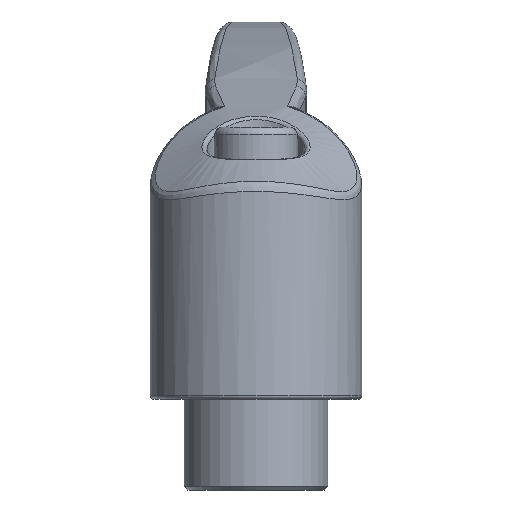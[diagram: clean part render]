
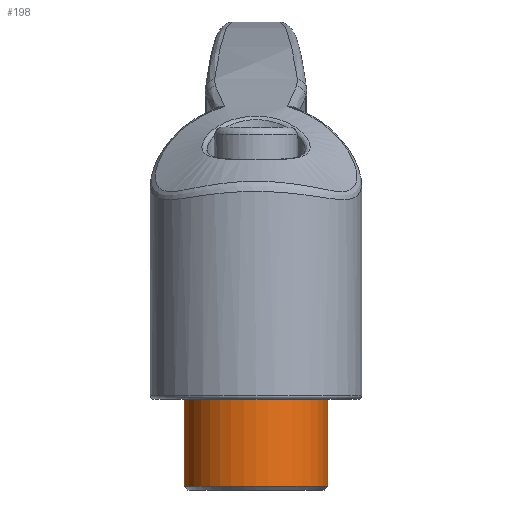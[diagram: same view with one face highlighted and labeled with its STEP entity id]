
A CAD part, front view. The second image highlights one B-rep face of the part: STEP entity #198.
In plain terms, the highlighted cylindrical face has radius 9.5 mm (diameter 19 mm), a full revolution.
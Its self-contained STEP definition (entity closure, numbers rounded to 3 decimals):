
#198 = ADVANCED_FACE( '', ( #417, #418 ), #419, .T. );
#417 = FACE_OUTER_BOUND( '', #4721, .T. );
#418 = FACE_OUTER_BOUND( '', #4722, .T. );
#419 = CYLINDRICAL_SURFACE( '', #4723, 9.5 );
#4721 = EDGE_LOOP( '', ( #6716 ) );
#4722 = EDGE_LOOP( '', ( #6717 ) );
#4723 = AXIS2_PLACEMENT_3D( '', #6718, #6719, #6720 );
#6716 = ORIENTED_EDGE( '', *, *, #6985, .T. );
#6717 = ORIENTED_EDGE( '', *, *, #6869, .T. );
#6718 = CARTESIAN_POINT( '', ( 0., 0., -12. ) );
#6719 = DIRECTION( '', ( 0., 0., -1. ) );
#6720 = DIRECTION( '', ( 1., 0., 0. ) );
#6869 = EDGE_CURVE( '', #7115, #7115, #7116, .F. );
#6985 = EDGE_CURVE( '', #7266, #7266, #7267, .F. );
#7115 = VERTEX_POINT( '', #8200 );
#7116 = CIRCLE( '', #8201, 9.5 );
#7266 = VERTEX_POINT( '', #10004 );
#7267 = CIRCLE( '', #10005, 9.5 );
#8200 = CARTESIAN_POINT( '', ( 9.5, 0., 0. ) );
#8201 = AXIS2_PLACEMENT_3D( '', #10217, #10218, #10219 );
#10004 = CARTESIAN_POINT( '', ( -9.5, 0., -11.5 ) );
#10005 = AXIS2_PLACEMENT_3D( '', #10264, #10265, #10266 );
#10217 = CARTESIAN_POINT( '', ( 0., 0., 0. ) );
#10218 = DIRECTION( '', ( 0., 0., 1. ) );
#10219 = DIRECTION( '', ( 1., 0., 0. ) );
#10264 = CARTESIAN_POINT( '', ( 0., 0., -11.5 ) );
#10265 = DIRECTION( '', ( 0., 0., -1. ) );
#10266 = DIRECTION( '', ( -1., 0., 0. ) );
